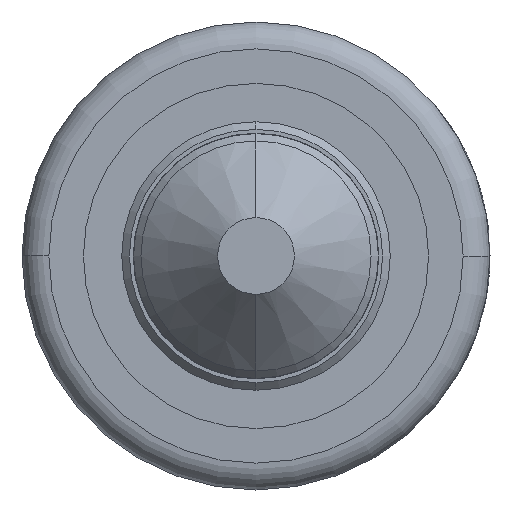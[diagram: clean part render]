
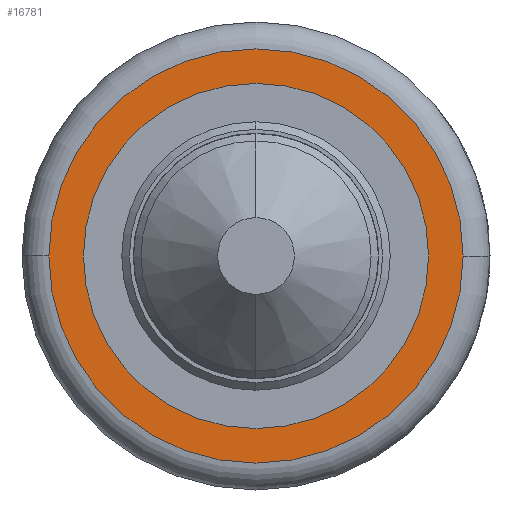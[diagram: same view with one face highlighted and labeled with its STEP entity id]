
A CAD part, left-side view. The second image highlights one B-rep face of the part: STEP entity #16781.
In plain terms, the highlighted face is planar.
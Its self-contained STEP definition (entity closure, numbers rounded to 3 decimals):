
#11 = CARTESIAN_POINT ( 'NONE',  ( 0., 13.9, 2.7 ) ) ;
#522 = DIRECTION ( 'NONE',  ( 0., 0., 1. ) ) ;
#594 = DIRECTION ( 'NONE',  ( 0., 1., 0. ) ) ;
#1738 = FACE_OUTER_BOUND ( 'NONE', #10151, .T. ) ;
#1855 = PLANE ( 'NONE',  #2512 ) ;
#1992 = EDGE_CURVE ( 'NONE', #10022, #11266, #13240, .T. ) ;
#2318 = EDGE_CURVE ( 'NONE', #11266, #10022, #2702, .T. ) ;
#2512 = AXIS2_PLACEMENT_3D ( 'NONE', #8946, #11665, #11858 ) ;
#2702 = CIRCLE ( 'NONE', #5753, 2.7 ) ;
#5753 = AXIS2_PLACEMENT_3D ( 'NONE', #8907, #594, #522 ) ;
#5865 = AXIS2_PLACEMENT_3D ( 'NONE', #10956, #12308, #12198 ) ;
#7418 = ORIENTED_EDGE ( 'NONE', *, *, #1992, .T. ) ;
#8907 = CARTESIAN_POINT ( 'NONE',  ( 0., 13.9, 0. ) ) ;
#8946 = CARTESIAN_POINT ( 'NONE',  ( 0., 13.9, 0. ) ) ;
#10022 = VERTEX_POINT ( 'NONE', #12298 ) ;
#10151 = EDGE_LOOP ( 'NONE', ( #17070, #7418 ) ) ;
#10956 = CARTESIAN_POINT ( 'NONE',  ( 0., 13.9, 0. ) ) ;
#11266 = VERTEX_POINT ( 'NONE', #11 ) ;
#11665 = DIRECTION ( 'NONE',  ( 0., 1., 0. ) ) ;
#11858 = DIRECTION ( 'NONE',  ( 0., 0., 1. ) ) ;
#12198 = DIRECTION ( 'NONE',  ( 0., 0., 1. ) ) ;
#12298 = CARTESIAN_POINT ( 'NONE',  ( 0., 13.9, -2.7 ) ) ;
#12308 = DIRECTION ( 'NONE',  ( 0., 1., 0. ) ) ;
#13240 = CIRCLE ( 'NONE', #5865, 2.7 ) ;
#16781 = ADVANCED_FACE ( 'NONE', ( #1738 ), #1855, .T. ) ;
#17070 = ORIENTED_EDGE ( 'NONE', *, *, #2318, .T. ) ;
